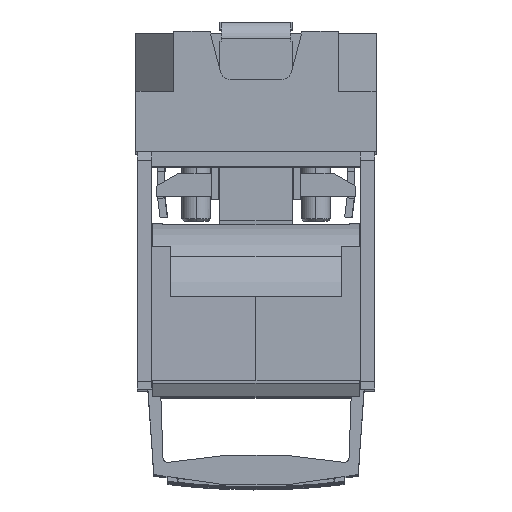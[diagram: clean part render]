
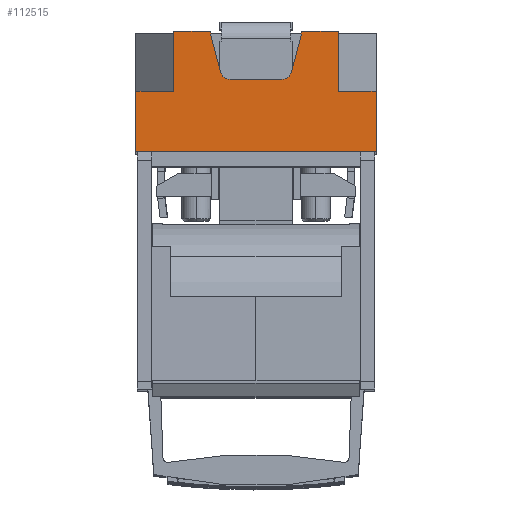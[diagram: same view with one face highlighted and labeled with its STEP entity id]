
A CAD part, top view. The second image highlights one B-rep face of the part: STEP entity #112515.
In plain terms, the highlighted planar face has unit normal (0, 0, 1).
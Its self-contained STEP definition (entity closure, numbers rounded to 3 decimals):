
#102793=DIRECTION('',(0.,1.,0.));
#102794=VECTOR('',#102793,25.);
#102795=CARTESIAN_POINT('',(50.,-54.,277.5));
#102796=LINE('',#102795,#102794);
#102894=DIRECTION('',(-1.,0.,0.));
#102895=VECTOR('',#102894,8.25);
#102896=CARTESIAN_POINT('',(27.5,-4.,277.5));
#102897=LINE('',#102896,#102895);
#102922=DIRECTION('',(-1.,0.,0.));
#102923=VECTOR('',#102922,8.25);
#102924=CARTESIAN_POINT('',(-19.25,-4.,277.5));
#102925=LINE('',#102924,#102923);
#103066=DIRECTION('',(-1.,0.,0.));
#103067=VECTOR('',#103066,15.736);
#103068=CARTESIAN_POINT('',(50.,-29.,277.5));
#103069=LINE('',#103068,#103067);
#103080=DIRECTION('',(0.259,0.966,0.));
#103081=VECTOR('',#103080,16.424);
#103082=CARTESIAN_POINT('',(14.685,-21.035,277.5));
#103083=LINE('',#103082,#103081);
#103087=DIRECTION('',(1.,0.,0.));
#103088=VECTOR('',#103087,0.314);
#103089=CARTESIAN_POINT('',(18.936,-4.,277.5));
#103090=LINE('',#103089,#103088);
#103094=DIRECTION('',(1.,0.,0.));
#103095=VECTOR('',#103094,6.764);
#103096=CARTESIAN_POINT('',(27.5,-4.,277.5));
#103097=LINE('',#103096,#103095);
#103101=DIRECTION('',(0.,-1.,0.));
#103102=VECTOR('',#103101,25.);
#103103=CARTESIAN_POINT('',(34.264,-4.,277.5));
#103104=LINE('',#103103,#103102);
#103108=DIRECTION('',(1.,0.,0.));
#103109=VECTOR('',#103108,6.764);
#103110=CARTESIAN_POINT('',(-34.264,-4.,277.5));
#103111=LINE('',#103110,#103109);
#103115=DIRECTION('',(1.,0.,0.));
#103116=VECTOR('',#103115,0.314);
#103117=CARTESIAN_POINT('',(-19.25,-4.,277.5));
#103118=LINE('',#103117,#103116);
#103122=DIRECTION('',(0.,-1.,0.));
#103123=VECTOR('',#103122,1.171);
#103124=CARTESIAN_POINT('',(-18.936,-4.,277.5));
#103125=LINE('',#103124,#103123);
#103129=DIRECTION('',(0.259,-0.966,0.));
#103130=VECTOR('',#103129,16.424);
#103131=CARTESIAN_POINT('',(-18.936,-5.171,277.5));
#103132=LINE('',#103131,#103130);
#103136=CARTESIAN_POINT('',(-10.822,-20.,277.5));
#103137=DIRECTION('',(0.,0.,1.));
#103138=DIRECTION('',(-0.966,-0.259,0.));
#103139=AXIS2_PLACEMENT_3D('',#103136,#103137,#103138);
#103144=CARTESIAN_POINT('',(10.822,-20.,277.5));
#103145=DIRECTION('',(0.,0.,1.));
#103146=DIRECTION('',(0.,-1.,0.));
#103147=AXIS2_PLACEMENT_3D('',#103144,#103145,#103146);
#103210=DIRECTION('',(0.,-1.,0.));
#103211=VECTOR('',#103210,1.171);
#103212=CARTESIAN_POINT('',(18.936,-4.,277.5));
#103213=LINE('',#103212,#103211);
#103788=DIRECTION('',(-1.,0.,0.));
#103789=VECTOR('',#103788,21.643);
#103790=CARTESIAN_POINT('',(10.822,-24.,277.5));
#103791=LINE('',#103790,#103789);
#105145=DIRECTION('',(1.,0.,0.));
#105146=VECTOR('',#105145,100.);
#105147=CARTESIAN_POINT('',(-50.,-54.,277.5));
#105148=LINE('',#105147,#105146);
#106109=DIRECTION('',(0.,-1.,0.));
#106110=VECTOR('',#106109,25.);
#106111=CARTESIAN_POINT('',(-50.,-29.,277.5));
#106112=LINE('',#106111,#106110);
#106144=DIRECTION('',(0.,-1.,0.));
#106145=VECTOR('',#106144,25.);
#106146=CARTESIAN_POINT('',(-34.264,-4.,277.5));
#106147=LINE('',#106146,#106145);
#106158=DIRECTION('',(-1.,0.,0.));
#106159=VECTOR('',#106158,15.736);
#106160=CARTESIAN_POINT('',(-34.264,-29.,277.5));
#106161=LINE('',#106160,#106159);
#108351=CARTESIAN_POINT('',(50.,-54.,277.5));
#108352=VERTEX_POINT('',#108351);
#108353=CARTESIAN_POINT('',(50.,-29.,277.5));
#108354=VERTEX_POINT('',#108353);
#108361=CARTESIAN_POINT('',(34.264,-4.,277.5));
#108362=VERTEX_POINT('',#108361);
#108363=CARTESIAN_POINT('',(27.5,-4.,277.5));
#108364=VERTEX_POINT('',#108363);
#108365=CARTESIAN_POINT('',(19.25,-4.,277.5));
#108366=VERTEX_POINT('',#108365);
#108367=CARTESIAN_POINT('',(18.936,-4.,277.5));
#108368=VERTEX_POINT('',#108367);
#108373=CARTESIAN_POINT('',(-18.936,-4.,277.5));
#108374=VERTEX_POINT('',#108373);
#108375=CARTESIAN_POINT('',(-19.25,-4.,277.5));
#108376=VERTEX_POINT('',#108375);
#108377=CARTESIAN_POINT('',(-27.5,-4.,277.5));
#108378=VERTEX_POINT('',#108377);
#108379=CARTESIAN_POINT('',(-34.264,-4.,277.5));
#108380=VERTEX_POINT('',#108379);
#108423=CARTESIAN_POINT('',(34.264,-29.,277.5));
#108424=VERTEX_POINT('',#108423);
#108425=CARTESIAN_POINT('',(14.685,-21.035,277.5));
#108426=CARTESIAN_POINT('',(18.936,-5.171,277.5));
#108427=VERTEX_POINT('',#108425);
#108428=VERTEX_POINT('',#108426);
#108429=CARTESIAN_POINT('',(-50.,-54.,277.5));
#108430=VERTEX_POINT('',#108429);
#108431=CARTESIAN_POINT('',(-50.,-29.,277.5));
#108432=VERTEX_POINT('',#108431);
#108433=CARTESIAN_POINT('',(-34.264,-29.,277.5));
#108434=VERTEX_POINT('',#108433);
#108435=CARTESIAN_POINT('',(-18.936,-5.171,277.5));
#108436=VERTEX_POINT('',#108435);
#108437=CARTESIAN_POINT('',(-14.685,-21.035,277.5));
#108438=VERTEX_POINT('',#108437);
#108439=CARTESIAN_POINT('',(-10.822,-24.,277.5));
#108440=VERTEX_POINT('',#108439);
#108441=CARTESIAN_POINT('',(10.822,-24.,277.5));
#108442=VERTEX_POINT('',#108441);
#112476=CARTESIAN_POINT('',(0.,-4.,277.5));
#112477=DIRECTION('',(0.,0.,1.));
#112478=DIRECTION('',(0.,-1.,0.));
#112479=AXIS2_PLACEMENT_3D('',#112476,#112477,#112478);
#112480=PLANE('',#112479);
#112482=ORIENTED_EDGE('',*,*,#112481,.T.);
#112484=ORIENTED_EDGE('',*,*,#112483,.F.);
#112485=ORIENTED_EDGE('',*,*,#112359,.T.);
#112486=ORIENTED_EDGE('',*,*,#112357,.F.);
#112487=ORIENTED_EDGE('',*,*,#112355,.T.);
#112489=ORIENTED_EDGE('',*,*,#112488,.T.);
#112490=ORIENTED_EDGE('',*,*,#112461,.F.);
#112491=ORIENTED_EDGE('',*,*,#112296,.F.);
#112493=ORIENTED_EDGE('',*,*,#112492,.F.);
#112495=ORIENTED_EDGE('',*,*,#112494,.F.);
#112497=ORIENTED_EDGE('',*,*,#112496,.F.);
#112499=ORIENTED_EDGE('',*,*,#112498,.F.);
#112500=ORIENTED_EDGE('',*,*,#112371,.T.);
#112501=ORIENTED_EDGE('',*,*,#112369,.F.);
#112502=ORIENTED_EDGE('',*,*,#112367,.T.);
#112504=ORIENTED_EDGE('',*,*,#112503,.T.);
#112506=ORIENTED_EDGE('',*,*,#112505,.T.);
#112508=ORIENTED_EDGE('',*,*,#112507,.T.);
#112510=ORIENTED_EDGE('',*,*,#112509,.F.);
#112512=ORIENTED_EDGE('',*,*,#112511,.T.);
#112513=EDGE_LOOP('',(#112482,#112484,#112485,#112486,#112487,#112489,#112490,
#112491,#112493,#112495,#112497,#112499,#112500,#112501,#112502,#112504,#112506,
#112508,#112510,#112512));
#112514=FACE_OUTER_BOUND('',#112513,.F.);
#103140=CIRCLE('',#103139,4.);
#103148=CIRCLE('',#103147,4.);
#112296=EDGE_CURVE('',#108352,#108354,#102796,.T.);
#112355=EDGE_CURVE('',#108364,#108362,#103097,.T.);
#112357=EDGE_CURVE('',#108364,#108366,#102897,.T.);
#112359=EDGE_CURVE('',#108368,#108366,#103090,.T.);
#112367=EDGE_CURVE('',#108376,#108374,#103118,.T.);
#112369=EDGE_CURVE('',#108376,#108378,#102925,.T.);
#112371=EDGE_CURVE('',#108380,#108378,#103111,.T.);
#112461=EDGE_CURVE('',#108354,#108424,#103069,.T.);
#112481=EDGE_CURVE('',#108427,#108428,#103083,.T.);
#112483=EDGE_CURVE('',#108368,#108428,#103213,.T.);
#112488=EDGE_CURVE('',#108362,#108424,#103104,.T.);
#112492=EDGE_CURVE('',#108430,#108352,#105148,.T.);
#112494=EDGE_CURVE('',#108432,#108430,#106112,.T.);
#112496=EDGE_CURVE('',#108434,#108432,#106161,.T.);
#112498=EDGE_CURVE('',#108380,#108434,#106147,.T.);
#112503=EDGE_CURVE('',#108374,#108436,#103125,.T.);
#112505=EDGE_CURVE('',#108436,#108438,#103132,.T.);
#112507=EDGE_CURVE('',#108438,#108440,#103140,.T.);
#112509=EDGE_CURVE('',#108442,#108440,#103791,.T.);
#112511=EDGE_CURVE('',#108442,#108427,#103148,.T.);
#112515=ADVANCED_FACE('',(#112514),#112480,.T.);
